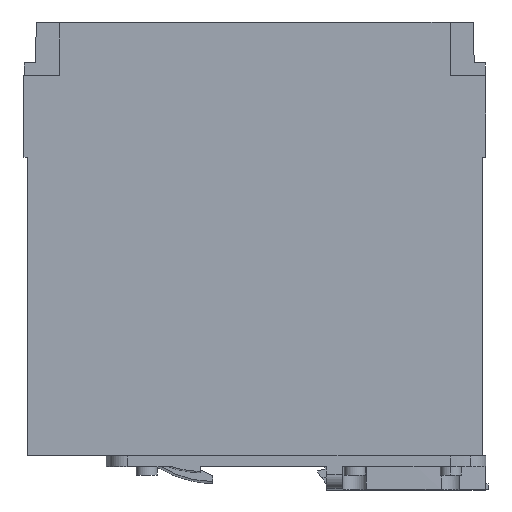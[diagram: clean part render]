
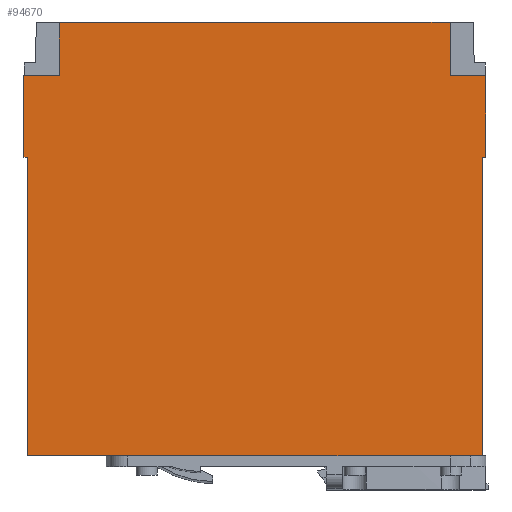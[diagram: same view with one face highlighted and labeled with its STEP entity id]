
A CAD part, left-side view. The second image highlights one B-rep face of the part: STEP entity #94670.
In plain terms, the highlighted planar face has unit normal (-1, 0, 0).
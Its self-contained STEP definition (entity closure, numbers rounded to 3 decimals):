
#4630=CARTESIAN_POINT('',(-25.,143.9,-97.));
#4640=VERTEX_POINT('',#4630);
#4690=CARTESIAN_POINT('',(-25.,0.,-97.));
#4700=DIRECTION('',(0.,-1.,0.));
#4710=VECTOR('',#4700,1.);
#4720=LINE('',#4690,#4710);
#4730=CARTESIAN_POINT('',(-25.,129.,-97.));
#4740=VERTEX_POINT('',#4730);
#4750=EDGE_CURVE('',#4640,#4740,#4720,.T.);
#33870=CARTESIAN_POINT('',(-25.,129.,0.));
#33880=DIRECTION('',(0.,0.,-1.));
#33890=VECTOR('',#33880,1.);
#33900=LINE('',#33870,#33890);
#33910=CARTESIAN_POINT('',(-25.,129.,-107.));
#33920=VERTEX_POINT('',#33910);
#33930=EDGE_CURVE('',#4740,#33920,#33900,.T.);
#34650=CARTESIAN_POINT('',(-25.,144.1,13.));
#34660=VERTEX_POINT('',#34650);
#34690=CARTESIAN_POINT('',(-25.,144.1,0.));
#34700=DIRECTION('',(0.,0.,-1.));
#34710=VECTOR('',#34700,1.);
#34720=LINE('',#34690,#34710);
#34730=CARTESIAN_POINT('',(-25.,144.1,3.));
#34740=VERTEX_POINT('',#34730);
#34750=EDGE_CURVE('',#34660,#34740,#34720,.T.);
#46350=CARTESIAN_POINT('',(-25.,129.,23.));
#46360=VERTEX_POINT('',#46350);
#46740=CARTESIAN_POINT('',(-25.,106.,23.));
#46750=VERTEX_POINT('',#46740);
#46780=CARTESIAN_POINT('',(-25.,0.,23.));
#46790=DIRECTION('',(0.,1.,0.));
#46800=VECTOR('',#46790,1.);
#46810=LINE('',#46780,#46800);
#46820=EDGE_CURVE('',#46750,#46360,#46810,.T.);
#76060=CARTESIAN_POINT('',(-25.,129.,0.));
#76070=DIRECTION('',(0.,0.,1.));
#76080=VECTOR('',#76070,1.);
#76090=LINE('',#76060,#76080);
#76100=CARTESIAN_POINT('',(-25.,129.,13.));
#76110=VERTEX_POINT('',#76100);
#76120=EDGE_CURVE('',#76110,#46360,#76090,.T.);
#76450=CARTESIAN_POINT('',(-25.,0.,13.));
#76460=DIRECTION('',(0.,-1.,0.));
#76470=VECTOR('',#76460,1.);
#76480=LINE('',#76450,#76470);
#76490=EDGE_CURVE('',#34660,#76110,#76480,.T.);
#93760=CARTESIAN_POINT('',(-25.,0.,-107.));
#93770=DIRECTION('',(0.,-1.,0.));
#93780=VECTOR('',#93770,1.);
#93790=LINE('',#93760,#93780);
#93800=CARTESIAN_POINT('',(-25.,106.,-107.));
#93810=VERTEX_POINT('',#93800);
#93820=EDGE_CURVE('',#33920,#93810,#93790,.T.);
#94010=CARTESIAN_POINT('',(-25.,18.929,26.269));
#94020=DIRECTION('',(-1.,0.,0.));
#94030=DIRECTION('',(0.,1.,0.));
#94040=AXIS2_PLACEMENT_3D('',#94010,#94020,#94030);
#94050=PLANE('',#94040);
#94060=ORIENTED_EDGE('',*,*,#33930,.T.);
#94070=ORIENTED_EDGE('',*,*,#4750,.T.);
#94080=CARTESIAN_POINT('',(-25.,143.9,0.));
#94090=DIRECTION('',(0.,0.,-1.));
#94100=VECTOR('',#94090,1.);
#94110=LINE('',#94080,#94100);
#94120=CARTESIAN_POINT('',(-25.,143.9,3.));
#94130=VERTEX_POINT('',#94120);
#94140=EDGE_CURVE('',#94130,#4640,#94110,.T.);
#94150=ORIENTED_EDGE('',*,*,#94140,.T.);
#94160=CARTESIAN_POINT('',(-25.,0.,3.));
#94170=DIRECTION('',(0.,-1.,0.));
#94180=VECTOR('',#94170,1.);
#94190=LINE('',#94160,#94180);
#94200=EDGE_CURVE('',#34740,#94130,#94190,.T.);
#94210=ORIENTED_EDGE('',*,*,#94200,.T.);
#94220=ORIENTED_EDGE('',*,*,#34750,.T.);
#94230=ORIENTED_EDGE('',*,*,#76490,.F.);
#94240=ORIENTED_EDGE('',*,*,#76120,.F.);
#94250=ORIENTED_EDGE('',*,*,#46820,.T.);
#94260=CARTESIAN_POINT('',(-25.,106.,0.));
#94270=DIRECTION('',(0.,0.,1.));
#94280=VECTOR('',#94270,1.);
#94290=LINE('',#94260,#94280);
#94300=CARTESIAN_POINT('',(-25.,106.,22.));
#94310=VERTEX_POINT('',#94300);
#94320=EDGE_CURVE('',#94310,#46750,#94290,.T.);
#94330=ORIENTED_EDGE('',*,*,#94320,.T.);
#94340=CARTESIAN_POINT('',(-25.,0.,22.));
#94350=DIRECTION('',(0.,1.,0.));
#94360=VECTOR('',#94350,1.);
#94370=LINE('',#94340,#94360);
#94380=CARTESIAN_POINT('',(-25.,22.,22.));
#94390=VERTEX_POINT('',#94380);
#94400=EDGE_CURVE('',#94390,#94310,#94370,.T.);
#94410=ORIENTED_EDGE('',*,*,#94400,.T.);
#94420=CARTESIAN_POINT('',(-25.,22.,0.));
#94430=DIRECTION('',(0.,0.,-1.));
#94440=VECTOR('',#94430,1.);
#94450=LINE('',#94420,#94440);
#94460=CARTESIAN_POINT('',(-25.,22.,-106.));
#94470=VERTEX_POINT('',#94460);
#94480=EDGE_CURVE('',#94390,#94470,#94450,.T.);
#94490=ORIENTED_EDGE('',*,*,#94480,.F.);
#94500=CARTESIAN_POINT('',(-25.,0.,-106.));
#94510=DIRECTION('',(0.,-1.,0.));
#94520=VECTOR('',#94510,1.);
#94530=LINE('',#94500,#94520);
#94540=CARTESIAN_POINT('',(-25.,106.,-106.));
#94550=VERTEX_POINT('',#94540);
#94560=EDGE_CURVE('',#94550,#94470,#94530,.T.);
#94570=ORIENTED_EDGE('',*,*,#94560,.T.);
#94580=CARTESIAN_POINT('',(-25.,106.,0.));
#94590=DIRECTION('',(0.,0.,1.));
#94600=VECTOR('',#94590,1.);
#94610=LINE('',#94580,#94600);
#94620=EDGE_CURVE('',#93810,#94550,#94610,.T.);
#94630=ORIENTED_EDGE('',*,*,#94620,.T.);
#94640=ORIENTED_EDGE('',*,*,#93820,.T.);
#94650=EDGE_LOOP('',(#94640,#94630,#94570,#94490,#94410,#94330,#94250,
#94240,#94230,#94220,#94210,#94150,#94070,#94060));
#94660=FACE_OUTER_BOUND('',#94650,.T.);
#94670=ADVANCED_FACE('',(#94660),#94050,.T.);
